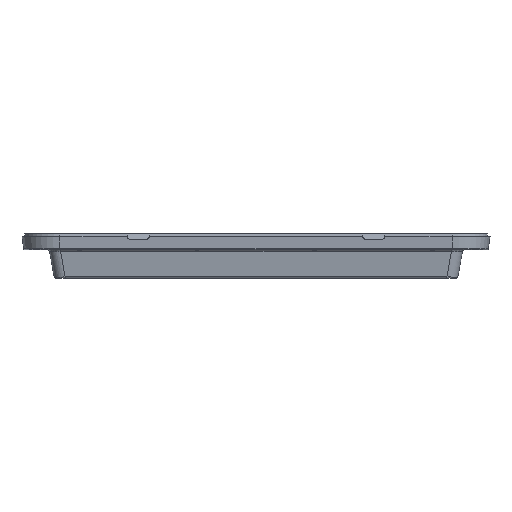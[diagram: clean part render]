
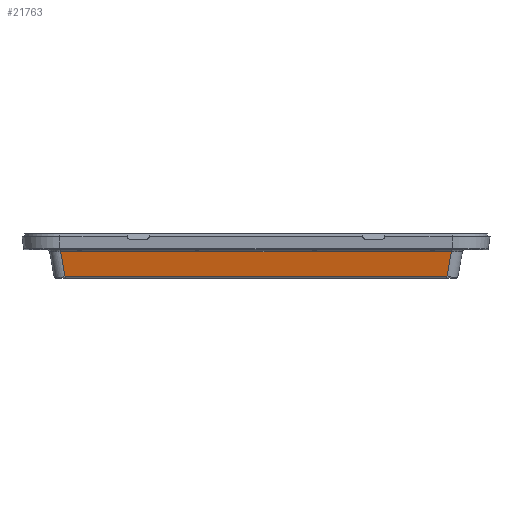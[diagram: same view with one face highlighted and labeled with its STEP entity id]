
A CAD part, front view. The second image highlights one B-rep face of the part: STEP entity #21763.
In plain terms, the highlighted planar face has unit normal (0, -0.985, -0.174).
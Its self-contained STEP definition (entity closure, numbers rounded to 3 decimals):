
#498=DIRECTION('',(-1.,0.,0.));
#499=VECTOR('',#498,146.011);
#500=CARTESIAN_POINT('',(73.,-77.208,-16.417));
#501=LINE('',#500,#499);
#520=CARTESIAN_POINT('',(73.,-77.208,-16.417));
#616=DIRECTION('',(0.171,-0.171,0.97));
#617=VECTOR('',#616,9.884);
#618=CARTESIAN_POINT('',(73.,-77.208,-16.417));
#619=LINE('',#618,#617);
#620=DIRECTION('',(0.171,0.171,-0.97));
#621=VECTOR('',#620,9.884);
#622=CARTESIAN_POINT('',(-74.702,-78.899,
-6.826));
#623=LINE('',#622,#621);
#632=CARTESIAN_POINT('',(74.691,-78.899,-6.826));
#8304=DIRECTION('',(1.,0.,0.));
#8305=VECTOR('',#8304,149.393);
#8306=CARTESIAN_POINT('',(-74.702,-78.899,
-6.826));
#8307=LINE('',#8306,#8305);
#17810=VERTEX_POINT('',#520);
#17811=CARTESIAN_POINT('',(-73.011,-77.208,
-16.417));
#17812=VERTEX_POINT('',#17811);
#17813=CARTESIAN_POINT('',(-74.702,-78.899,
-6.826));
#17814=VERTEX_POINT('',#17813);
#17825=VERTEX_POINT('',#632);
#21750=CARTESIAN_POINT('',(-0.005,-78.09,
-11.415));
#21751=DIRECTION('',(0.,0.985,0.174));
#21752=DIRECTION('',(1.,0.,0.));
#21753=AXIS2_PLACEMENT_3D('',#21750,#21751,#21752);
#21754=PLANE('',#21753);
#21756=ORIENTED_EDGE('',*,*,#21755,.F.);
#21757=ORIENTED_EDGE('',*,*,#21457,.T.);
#21758=ORIENTED_EDGE('',*,*,#21740,.F.);
#21760=ORIENTED_EDGE('',*,*,#21759,.T.);
#21761=EDGE_LOOP('',(#21756,#21757,#21758,#21760));
#21762=FACE_OUTER_BOUND('',#21761,.F.);
#21763=ADVANCED_FACE('',(#21762),#21754,.F.);
#21457=EDGE_CURVE('',#17810,#17812,#501,.T.);
#21740=EDGE_CURVE('',#17814,#17812,#623,.T.);
#21755=EDGE_CURVE('',#17810,#17825,#619,.T.);
#21759=EDGE_CURVE('',#17814,#17825,#8307,.T.);
